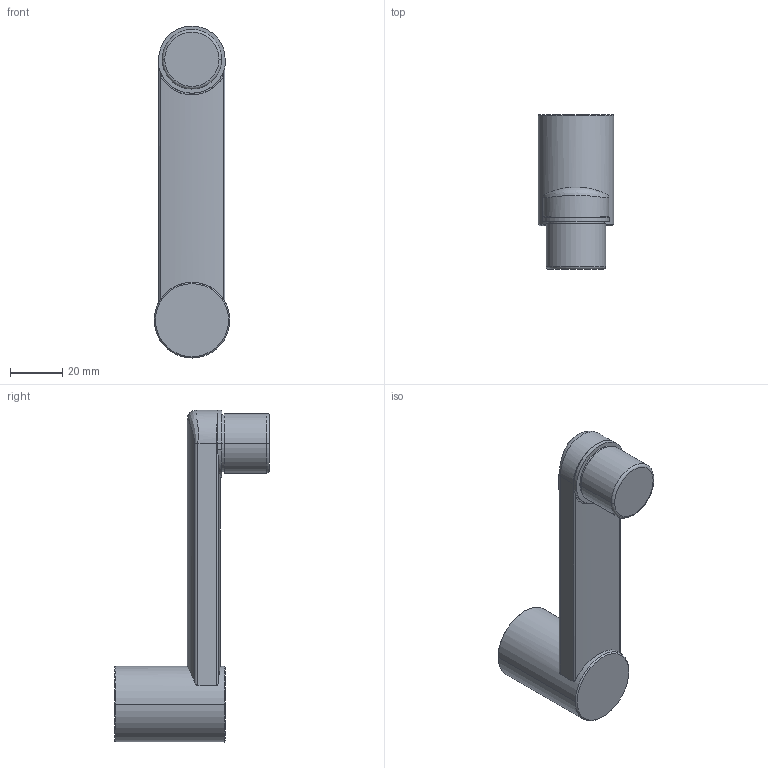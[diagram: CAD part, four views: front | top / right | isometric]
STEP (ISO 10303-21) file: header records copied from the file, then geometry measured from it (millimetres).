
FILE_DESCRIPTION (( 'STEP AP203' ), '1' );
FILE_NAME ('290016(2023).STEP', '2023-09-27T06:35:40', ( '' ), ( '' ), 'SwSTEP 2.0', 'SolidWorks 2016', '' );
FILE_SCHEMA (( 'CONFIG_CONTROL_DESIGN' ));
Length unit declared in the file: millimetre
Products named in the file (1): 290016(2023)
Bounding box: 29 x 59.37 x 127.25 mm (x, y, z)
Volume: 63637.5 mm3; surface area: 13217 mm2
Topology: 1 solids, 1 shells, 37 faces, 92 edges, 60 vertices
Faces by surface type: cylinder 17, plane 11, cone 4, bspline 3, torus 2
Entity records: 1768 total; most frequent: CARTESIAN_POINT 825, ORIENTED_EDGE 184, DIRECTION 177, EDGE_CURVE 92, AXIS2_PLACEMENT_3D 71, VERTEX_POINT 60, EDGE_LOOP 40, FACE_OUTER_BOUND 37
